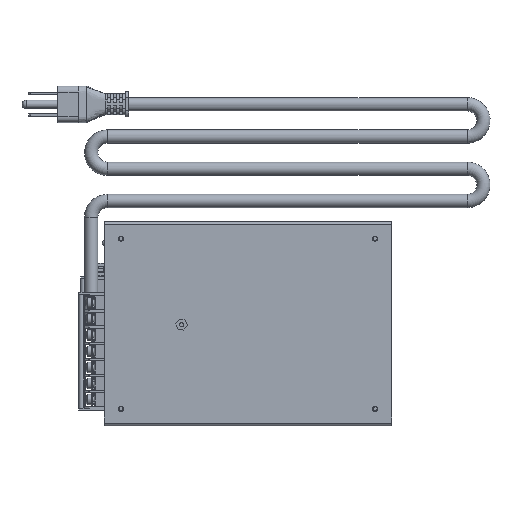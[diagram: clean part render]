
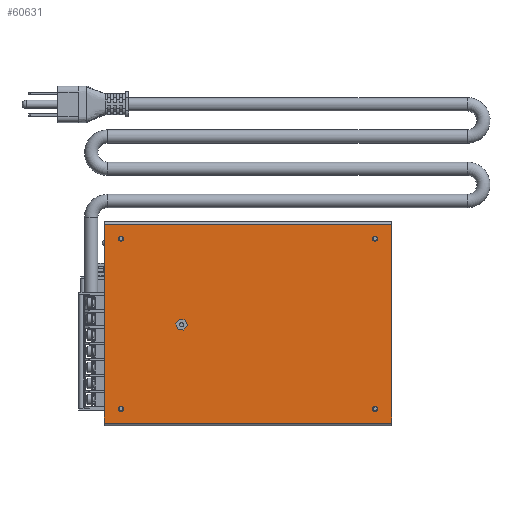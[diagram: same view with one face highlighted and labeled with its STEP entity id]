
A CAD part, top view. The second image highlights one B-rep face of the part: STEP entity #60631.
In plain terms, the highlighted planar face has unit normal (0, 0, 1).
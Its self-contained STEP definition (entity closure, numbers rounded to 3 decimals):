
#6488=CIRCLE('',#64405,1.549);
#6492=CIRCLE('',#64410,1.549);
#6493=CIRCLE('',#64411,1.549);
#6494=CIRCLE('',#64412,1.549);
#10324=VERTEX_POINT('',#93382);
#10325=VERTEX_POINT('',#93384);
#10373=VERTEX_POINT('',#93484);
#10376=VERTEX_POINT('',#93494);
#10541=VERTEX_POINT('',#94217);
#10544=VERTEX_POINT('',#94226);
#10545=VERTEX_POINT('',#94228);
#10546=VERTEX_POINT('',#94230);
#10547=VERTEX_POINT('',#94231);
#10548=VERTEX_POINT('',#94233);
#10549=VERTEX_POINT('',#94235);
#10550=VERTEX_POINT('',#94237);
#10551=VERTEX_POINT('',#94239);
#10552=VERTEX_POINT('',#94242);
#16418=VECTOR('',#72886,1.);
#16439=VECTOR('',#72967,1.);
#16444=VECTOR('',#72976,1.);
#16706=VECTOR('',#73684,1.);
#16707=VECTOR('',#73689,1.);
#16708=VECTOR('',#73690,1.);
#16709=VECTOR('',#73691,1.);
#16710=VECTOR('',#73692,1.);
#16711=VECTOR('',#73693,1.);
#16712=VECTOR('',#73694,1.);
#22752=LINE('',#93383,#16418);
#22773=LINE('',#93483,#16439);
#22778=LINE('',#93493,#16444);
#23040=LINE('',#94224,#16706);
#23041=LINE('',#94229,#16707);
#23042=LINE('',#94232,#16708);
#23043=LINE('',#94234,#16709);
#23044=LINE('',#94236,#16710);
#23045=LINE('',#94238,#16711);
#23046=LINE('',#94240,#16712);
#30535=EDGE_CURVE('',#10324,#10325,#22752,.T.);
#30585=EDGE_CURVE('',#10373,#10325,#22773,.T.);
#30591=EDGE_CURVE('',#10373,#10376,#22778,.T.);
#30960=EDGE_CURVE('',#10541,#10541,#6488,.T.);
#30964=EDGE_CURVE('',#10324,#10376,#23040,.T.);
#30965=EDGE_CURVE('',#10544,#10544,#6492,.T.);
#30966=EDGE_CURVE('',#10545,#10545,#6493,.T.);
#30967=EDGE_CURVE('',#10546,#10547,#23041,.T.);
#30968=EDGE_CURVE('',#10547,#10548,#23042,.T.);
#30969=EDGE_CURVE('',#10548,#10549,#23043,.T.);
#30970=EDGE_CURVE('',#10549,#10550,#23044,.T.);
#30971=EDGE_CURVE('',#10550,#10551,#23045,.T.);
#30972=EDGE_CURVE('',#10551,#10546,#23046,.T.);
#30973=EDGE_CURVE('',#10552,#10552,#6494,.T.);
#45446=ORIENTED_EDGE('',*,*,#30535,.F.);
#45447=ORIENTED_EDGE('',*,*,#30964,.T.);
#45448=ORIENTED_EDGE('',*,*,#30591,.F.);
#45449=ORIENTED_EDGE('',*,*,#30585,.T.);
#45450=ORIENTED_EDGE('',*,*,#30965,.F.);
#45451=ORIENTED_EDGE('',*,*,#30966,.F.);
#45452=ORIENTED_EDGE('',*,*,#30967,.T.);
#45453=ORIENTED_EDGE('',*,*,#30968,.T.);
#45454=ORIENTED_EDGE('',*,*,#30969,.T.);
#45455=ORIENTED_EDGE('',*,*,#30970,.T.);
#45456=ORIENTED_EDGE('',*,*,#30971,.T.);
#45457=ORIENTED_EDGE('',*,*,#30972,.T.);
#45458=ORIENTED_EDGE('',*,*,#30973,.F.);
#45459=ORIENTED_EDGE('',*,*,#30960,.F.);
#53785=EDGE_LOOP('',(#45446,#45447,#45448,#45449));
#53786=EDGE_LOOP('',(#45450));
#53787=EDGE_LOOP('',(#45451));
#53788=EDGE_LOOP('',(#45452,#45453,#45454,#45455,#45456,#45457));
#53789=EDGE_LOOP('',(#45458));
#53790=EDGE_LOOP('',(#45459));
#57295=FACE_BOUND('',#53785,.T.);
#57296=FACE_BOUND('',#53786,.T.);
#57297=FACE_BOUND('',#53787,.T.);
#57298=FACE_BOUND('',#53788,.T.);
#57299=FACE_BOUND('',#53789,.T.);
#57300=FACE_BOUND('',#53790,.T.);
#60631=ADVANCED_FACE('',(#57295,#57296,#57297,#57298,#57299,#57300),#107185,
 .T.);
#64405=AXIS2_PLACEMENT_3D('',#94216,#73675,#73676);
#64409=AXIS2_PLACEMENT_3D('',#94223,#73683,$);
#64410=AXIS2_PLACEMENT_3D('',#94225,#73685,#73686);
#64411=AXIS2_PLACEMENT_3D('',#94227,#73687,#73688);
#64412=AXIS2_PLACEMENT_3D('',#94241,#73695,#73696);
#72886=DIRECTION('',(-1.,0.,0.));
#72967=DIRECTION('',(0.,-1.,0.));
#72976=DIRECTION('',(1.,0.,0.));
#73675=DIRECTION('',(0.,0.,1.));
#73676=DIRECTION('',(-1.549,0.,0.));
#73683=DIRECTION('',(0.,0.,1.));
#73684=DIRECTION('',(0.,1.,0.));
#73685=DIRECTION('',(0.,0.,1.));
#73686=DIRECTION('',(-1.549,0.,0.));
#73687=DIRECTION('',(0.,0.,1.));
#73688=DIRECTION('',(-1.549,0.,0.));
#73689=DIRECTION('',(-0.991,0.131,0.));
#73690=DIRECTION('',(-0.383,0.924,0.));
#73691=DIRECTION('',(0.609,0.793,0.));
#73692=DIRECTION('',(0.991,-0.131,0.));
#73693=DIRECTION('',(0.383,-0.924,0.));
#73694=DIRECTION('',(-0.609,-0.793,0.));
#73695=DIRECTION('',(0.,0.,1.));
#73696=DIRECTION('',(-1.549,0.,0.));
#93382=CARTESIAN_POINT('',(169.926,1.588,0.889));
#93383=CARTESIAN_POINT('',(42.482,1.588,0.889));
#93384=CARTESIAN_POINT('',(0.,1.587,0.889));
#93483=CARTESIAN_POINT('',(0.,120.396,0.889));
#93484=CARTESIAN_POINT('',(0.,118.809,0.889));
#93493=CARTESIAN_POINT('',(127.445,118.809,0.889));
#93494=CARTESIAN_POINT('',(169.926,118.809,0.889));
#94216=CARTESIAN_POINT('',(9.906,9.906,0.889));
#94217=CARTESIAN_POINT('',(11.455,9.906,0.889));
#94223=CARTESIAN_POINT('',(84.963,60.198,0.889));
#94224=CARTESIAN_POINT('',(169.926,0.,0.889));
#94225=CARTESIAN_POINT('',(160.02,9.906,0.889));
#94226=CARTESIAN_POINT('',(161.569,9.906,0.889));
#94227=CARTESIAN_POINT('',(9.906,110.49,0.889));
#94228=CARTESIAN_POINT('',(11.455,110.49,0.889));
#94229=CARTESIAN_POINT('',(65.445,54.044,0.889));
#94230=CARTESIAN_POINT('',(47.056,56.465,0.889));
#94231=CARTESIAN_POINT('',(43.595,56.921,0.889));
#94232=CARTESIAN_POINT('',(46.045,51.007,0.889));
#94233=CARTESIAN_POINT('',(42.26,60.146,0.889));
#94234=CARTESIAN_POINT('',(50.185,70.474,0.889));
#94235=CARTESIAN_POINT('',(44.384,62.915,0.889));
#94236=CARTESIAN_POINT('',(64.504,60.266,0.889));
#94237=CARTESIAN_POINT('',(47.845,62.459,0.889));
#94238=CARTESIAN_POINT('',(50.962,54.932,0.889));
#94239=CARTESIAN_POINT('',(49.18,59.234,0.889));
#94240=CARTESIAN_POINT('',(56.043,68.179,0.889));
#94241=CARTESIAN_POINT('',(160.02,110.49,0.889));
#94242=CARTESIAN_POINT('',(161.569,110.49,0.889));
#107185=PLANE('',#64409);
